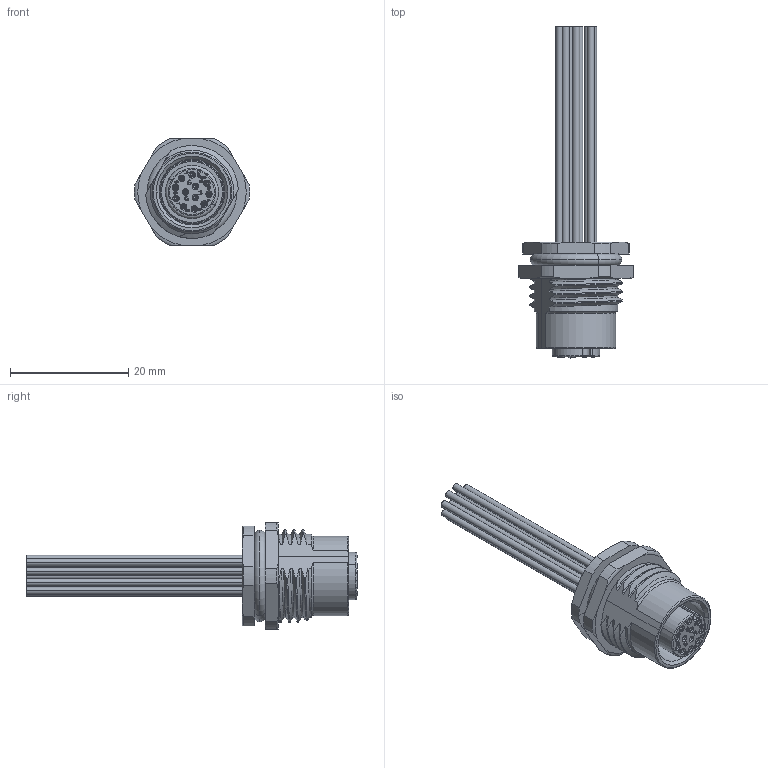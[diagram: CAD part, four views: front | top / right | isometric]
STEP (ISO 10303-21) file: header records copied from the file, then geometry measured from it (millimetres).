
FILE_DESCRIPTION((''),'2;1');
FILE_NAME('M12-F12A-BKR-M16_PG9-W_0_14_ASM','2022-03-23T',('xf.gao'),(''),'PRO/ENGINEER BY PARAMETRIC TECHNOLOGY CORPORATION, 2012480','PRO/ENGINEER BY PARAMETRIC TECHNOLOGY CORPORATION, 2012480','');
FILE_SCHEMA(('CONFIG_CONTROL_DESIGN'));
Length unit declared in the file: millimetre
Products named in the file (9): M12-FBKR-M16; PRT0001; 0-RING_7-1; M12-F12-0_25_ASM; M12-AFC1_5G-0_25T; 2-15P8_RING; WNA-PG9-S-TEMP; PRT0002; M12-F12A-BKR-M16_PG9-W_0_14_ASM
Assembly tree (31 placements, depth 3):
  M12-F12A-BKR-M16_PG9-W_0_14_ASM
    M12-FBKR-M16
    M12-F12-0_25_ASM
      PRT0001
      0-RING_7-1  x2
    M12-AFC1_5G-0_25T  x12
    2-15P8_RING
    WNA-PG9-S-TEMP
    PRT0002  x12
Bounding box: 19.48 x 56.2 x 18 mm (x, y, z)
Volume: 2906.2 mm3; surface area: 6747.7 mm2
Topology: 30 solids, 30 shells, 1550 faces, 3925 edges, 2453 vertices
Faces by surface type: extrusion 426, plane 409, cylinder 319, cone 236, bspline 90, torus 66, sphere 4
Entity records: 38006 total; most frequent: CARTESIAN_POINT 14992, ORIENTED_EDGE 5204, DIRECTION 3519, EDGE_CURVE 2602, VERTEX_POINT 1701, VECTOR 1563, B_SPLINE_CURVE_WITH_KNOTS 1469, LINE 1137
